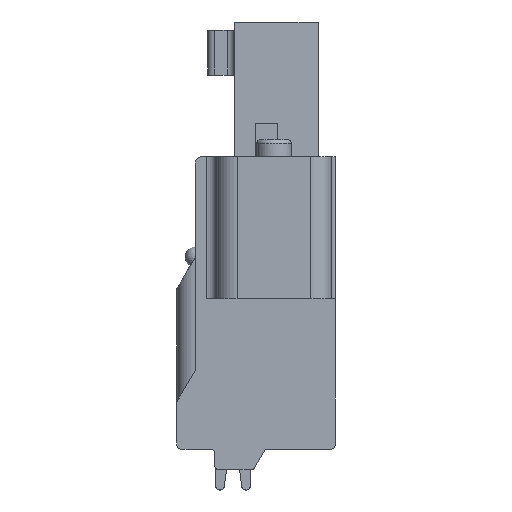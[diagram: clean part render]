
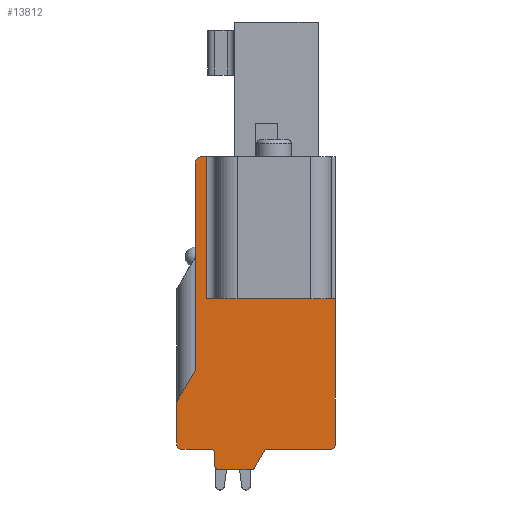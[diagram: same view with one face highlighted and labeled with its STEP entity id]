
A CAD part, front view. The second image highlights one B-rep face of the part: STEP entity #13812.
In plain terms, the highlighted planar face has unit normal (0, -1, 0).
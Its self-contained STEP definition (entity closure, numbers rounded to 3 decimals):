
#94=DIRECTION('',(-1.,0.,0.));
#95=VECTOR('',#94,0.25);
#96=CARTESIAN_POINT('',(-6.3,-11.43,0.));
#97=LINE('',#96,#95);
#1573=DIRECTION('',(0.,0.,-1.));
#1574=VECTOR('',#1573,10.141);
#1575=CARTESIAN_POINT('',(-6.85,-11.43,
-0.3));
#1576=LINE('',#1575,#1574);
#1743=DIRECTION('',(0.,0.,-1.));
#1744=VECTOR('',#1743,2.1);
#1745=CARTESIAN_POINT('',(-7.75,-11.43,-12.));
#1746=LINE('',#1745,#1744);
#1759=DIRECTION('',(1.,0.,0.));
#1760=VECTOR('',#1759,1.45);
#1761=CARTESIAN_POINT('',(-7.55,-11.43,-14.3));
#1762=LINE('',#1761,#1760);
#1767=DIRECTION('',(1.,0.,0.));
#1768=VECTOR('',#1767,3.107);
#1769=CARTESIAN_POINT('',(-3.307,-11.43,-14.3));
#1770=LINE('',#1769,#1768);
#2005=DIRECTION('',(0.,0.,1.));
#2006=VECTOR('',#2005,7.15);
#2007=CARTESIAN_POINT('',(0.,-11.43,-14.1));
#2008=LINE('',#2007,#2006);
#2486=DIRECTION('',(1.,0.,0.));
#2487=VECTOR('',#2486,6.3);
#2488=CARTESIAN_POINT('',(-6.3,-11.43,-6.95));
#2489=LINE('',#2488,#2487);
#2490=CARTESIAN_POINT('',(-0.2,-11.43,-14.1));
#2491=DIRECTION('',(0.,1.,0.));
#2492=DIRECTION('',(1.,0.,0.));
#2493=AXIS2_PLACEMENT_3D('',#2490,#2491,#2492);
#2495=CARTESIAN_POINT('',(-3.307,-11.43,-14.5));
#2496=DIRECTION('',(0.,-1.,0.));
#2497=DIRECTION('',(0.,0.,1.));
#2498=AXIS2_PLACEMENT_3D('',#2495,#2496,#2497);
#2500=DIRECTION('',(-0.5,0.,-0.866));
#2501=VECTOR('',#2500,0.924);
#2502=CARTESIAN_POINT('',(-3.48,-11.43,
-14.4));
#2503=LINE('',#2502,#2501);
#2504=CARTESIAN_POINT('',(-4.115,-11.43,-15.1));
#2505=DIRECTION('',(0.,1.,0.));
#2506=DIRECTION('',(0.866,0.,-0.5));
#2507=AXIS2_PLACEMENT_3D('',#2504,#2505,#2506);
#2509=CARTESIAN_POINT('',(-5.7,-11.43,-15.1));
#2510=DIRECTION('',(0.,1.,0.));
#2511=DIRECTION('',(0.,0.,-1.));
#2512=AXIS2_PLACEMENT_3D('',#2509,#2510,#2511);
#2514=CARTESIAN_POINT('',(-6.1,-11.43,-14.5));
#2515=DIRECTION('',(0.,-1.,0.));
#2516=DIRECTION('',(1.,0.,0.));
#2517=AXIS2_PLACEMENT_3D('',#2514,#2515,#2516);
#2519=CARTESIAN_POINT('',(-7.55,-11.43,-14.1));
#2520=DIRECTION('',(0.,1.,0.));
#2521=DIRECTION('',(0.,0.,-1.));
#2522=AXIS2_PLACEMENT_3D('',#2519,#2520,#2521);
#2524=DIRECTION('',(0.5,0.,0.866));
#2525=VECTOR('',#2524,1.8);
#2526=CARTESIAN_POINT('',(-7.75,-11.43,-12.));
#2527=LINE('',#2526,#2525);
#2528=CARTESIAN_POINT('',(-6.55,-11.43,-0.3));
#2529=DIRECTION('',(0.,1.,0.));
#2530=DIRECTION('',(-1.,0.,0.));
#2531=AXIS2_PLACEMENT_3D('',#2528,#2529,#2530);
#2537=DIRECTION('',(0.,0.,1.));
#2538=VECTOR('',#2537,6.95);
#2539=CARTESIAN_POINT('',(-6.3,-11.43,-6.95));
#2540=LINE('',#2539,#2538);
#2823=DIRECTION('',(0.,0.,-1.));
#2824=VECTOR('',#2823,0.6);
#2825=CARTESIAN_POINT('',(-5.9,-11.43,-14.5));
#2826=LINE('',#2825,#2824);
#2835=DIRECTION('',(1.,0.,0.));
#2836=VECTOR('',#2835,1.585);
#2837=CARTESIAN_POINT('',(-5.7,-11.43,-15.3));
#2838=LINE('',#2837,#2836);
#8353=CARTESIAN_POINT('',(-6.3,-11.43,0.));
#8354=VERTEX_POINT('',#8353);
#8355=CARTESIAN_POINT('',(-6.55,-11.43,0.));
#8356=VERTEX_POINT('',#8355);
#8453=CARTESIAN_POINT('',(0.,-11.43,-14.1));
#8454=CARTESIAN_POINT('',(0.,-11.43,-6.95));
#8455=VERTEX_POINT('',#8453);
#8456=VERTEX_POINT('',#8454);
#8457=CARTESIAN_POINT('',(-0.2,-11.43,-14.3));
#8458=VERTEX_POINT('',#8457);
#8459=CARTESIAN_POINT('',(-7.55,-11.43,-14.3));
#8460=CARTESIAN_POINT('',(-6.1,-11.43,-14.3));
#8461=VERTEX_POINT('',#8459);
#8462=VERTEX_POINT('',#8460);
#8467=CARTESIAN_POINT('',(-3.307,-11.43,-14.3));
#8468=VERTEX_POINT('',#8467);
#9048=CARTESIAN_POINT('',(-7.75,-11.43,-14.1));
#9049=VERTEX_POINT('',#9048);
#9060=CARTESIAN_POINT('',(-7.75,-11.43,-12.));
#9061=VERTEX_POINT('',#9060);
#9100=CARTESIAN_POINT('',(-6.85,-11.43,
-0.3));
#9101=VERTEX_POINT('',#9100);
#9102=CARTESIAN_POINT('',(-6.85,-11.43,
-10.441));
#9103=VERTEX_POINT('',#9102);
#9420=CARTESIAN_POINT('',(-6.3,-11.43,-6.95));
#9421=VERTEX_POINT('',#9420);
#9422=CARTESIAN_POINT('',(-3.48,-11.43,
-14.4));
#9423=VERTEX_POINT('',#9422);
#9424=CARTESIAN_POINT('',(-3.942,-11.43,
-15.2));
#9425=VERTEX_POINT('',#9424);
#9426=CARTESIAN_POINT('',(-4.115,-11.43,-15.3));
#9427=VERTEX_POINT('',#9426);
#9428=CARTESIAN_POINT('',(-5.7,-11.43,-15.3));
#9429=VERTEX_POINT('',#9428);
#9430=CARTESIAN_POINT('',(-5.9,-11.43,-15.1));
#9431=VERTEX_POINT('',#9430);
#9432=CARTESIAN_POINT('',(-5.9,-11.43,-14.5));
#9433=VERTEX_POINT('',#9432);
#13775=CARTESIAN_POINT('',(0.,-11.43,0.));
#13776=DIRECTION('',(0.,1.,0.));
#13777=DIRECTION('',(1.,0.,0.));
#13778=AXIS2_PLACEMENT_3D('',#13775,#13776,#13777);
#13779=PLANE('',#13778);
#13781=ORIENTED_EDGE('',*,*,#13780,.F.);
#13783=ORIENTED_EDGE('',*,*,#13782,.T.);
#13784=ORIENTED_EDGE('',*,*,#13179,.F.);
#13785=ORIENTED_EDGE('',*,*,#13163,.T.);
#13786=ORIENTED_EDGE('',*,*,#12924,.F.);
#13788=ORIENTED_EDGE('',*,*,#13787,.T.);
#13790=ORIENTED_EDGE('',*,*,#13789,.T.);
#13792=ORIENTED_EDGE('',*,*,#13791,.T.);
#13794=ORIENTED_EDGE('',*,*,#13793,.F.);
#13796=ORIENTED_EDGE('',*,*,#13795,.T.);
#13798=ORIENTED_EDGE('',*,*,#13797,.F.);
#13800=ORIENTED_EDGE('',*,*,#13799,.T.);
#13801=ORIENTED_EDGE('',*,*,#12916,.F.);
#13802=ORIENTED_EDGE('',*,*,#12893,.T.);
#13803=ORIENTED_EDGE('',*,*,#12878,.F.);
#13805=ORIENTED_EDGE('',*,*,#13804,.T.);
#13806=ORIENTED_EDGE('',*,*,#12664,.F.);
#13808=ORIENTED_EDGE('',*,*,#13807,.T.);
#13809=ORIENTED_EDGE('',*,*,#10793,.F.);
#13810=EDGE_LOOP('',(#13781,#13783,#13784,#13785,#13786,#13788,#13790,#13792,
#13794,#13796,#13798,#13800,#13801,#13802,#13803,#13805,#13806,#13808,#13809));
#13811=FACE_OUTER_BOUND('',#13810,.F.);
#2494=CIRCLE('',#2493,0.2);
#2499=CIRCLE('',#2498,0.2);
#2508=CIRCLE('',#2507,0.2);
#2513=CIRCLE('',#2512,0.2);
#2518=CIRCLE('',#2517,0.2);
#2523=CIRCLE('',#2522,0.2);
#2532=CIRCLE('',#2531,0.3);
#10793=EDGE_CURVE('',#8354,#8356,#97,.T.);
#12664=EDGE_CURVE('',#9101,#9103,#1576,.T.);
#12878=EDGE_CURVE('',#9061,#9049,#1746,.T.);
#12893=EDGE_CURVE('',#8461,#9049,#2523,.T.);
#12916=EDGE_CURVE('',#8461,#8462,#1762,.T.);
#12924=EDGE_CURVE('',#8468,#8458,#1770,.T.);
#13163=EDGE_CURVE('',#8455,#8458,#2494,.T.);
#13179=EDGE_CURVE('',#8455,#8456,#2008,.T.);
#13780=EDGE_CURVE('',#9421,#8354,#2540,.T.);
#13782=EDGE_CURVE('',#9421,#8456,#2489,.T.);
#13787=EDGE_CURVE('',#8468,#9423,#2499,.T.);
#13789=EDGE_CURVE('',#9423,#9425,#2503,.T.);
#13791=EDGE_CURVE('',#9425,#9427,#2508,.T.);
#13793=EDGE_CURVE('',#9429,#9427,#2838,.T.);
#13795=EDGE_CURVE('',#9429,#9431,#2513,.T.);
#13797=EDGE_CURVE('',#9433,#9431,#2826,.T.);
#13799=EDGE_CURVE('',#9433,#8462,#2518,.T.);
#13804=EDGE_CURVE('',#9061,#9103,#2527,.T.);
#13807=EDGE_CURVE('',#9101,#8356,#2532,.T.);
#13812=ADVANCED_FACE('',(#13811),#13779,.F.);
